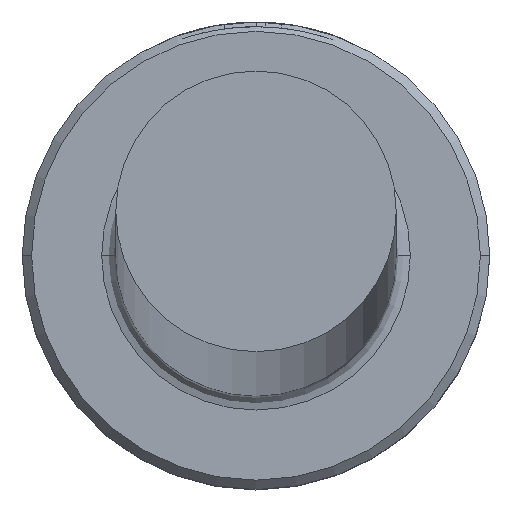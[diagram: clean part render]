
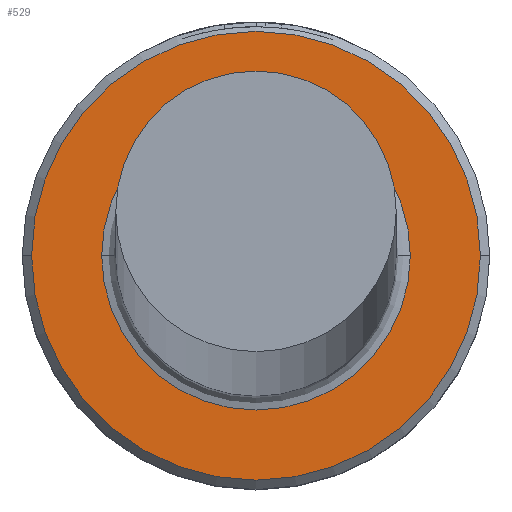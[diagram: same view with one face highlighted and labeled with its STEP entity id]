
A CAD part, top view. The second image highlights one B-rep face of the part: STEP entity #529.
In plain terms, the highlighted planar face has unit normal (0, 0, 1).
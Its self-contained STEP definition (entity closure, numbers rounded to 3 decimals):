
#6 = EDGE_CURVE ( 'NONE', #298, #8, #813, .T. ) ;
#8 = VERTEX_POINT ( 'NONE', #1152 ) ;
#10 = AXIS2_PLACEMENT_3D ( 'NONE', #480, #1105, #576 ) ;
#74 = ORIENTED_EDGE ( 'NONE', *, *, #6, .T. ) ;
#90 = VERTEX_POINT ( 'NONE', #930 ) ;
#96 = AXIS2_PLACEMENT_3D ( 'NONE', #742, #1004, #466 ) ;
#140 = CARTESIAN_POINT ( 'NONE',  ( 0., 0., 6. ) ) ;
#156 = DIRECTION ( 'NONE',  ( 0., 0., -1. ) ) ;
#190 = FACE_BOUND ( 'NONE', #789, .T. ) ;
#194 = DIRECTION ( 'NONE',  ( -1., 0., 0. ) ) ;
#229 = DIRECTION ( 'NONE',  ( 1., 0., 0. ) ) ;
#254 = CARTESIAN_POINT ( 'NONE',  ( 0., 0., 6. ) ) ;
#298 = VERTEX_POINT ( 'NONE', #823 ) ;
#413 = DIRECTION ( 'NONE',  ( 0., 0., -1. ) ) ;
#466 = DIRECTION ( 'NONE',  ( 1., 0., 0. ) ) ;
#480 = CARTESIAN_POINT ( 'NONE',  ( 0., 0., 6. ) ) ;
#502 = ORIENTED_EDGE ( 'NONE', *, *, #791, .T. ) ;
#529 = ADVANCED_FACE ( 'NONE', ( #913, #190 ), #739, .T. ) ;
#541 = CIRCLE ( 'NONE', #784, 4.8 ) ;
#576 = DIRECTION ( 'NONE',  ( 1., 0., 0. ) ) ;
#577 = CARTESIAN_POINT ( 'NONE',  ( 4.8, 0., 6. ) ) ;
#580 = AXIS2_PLACEMENT_3D ( 'NONE', #254, #156, #194 ) ;
#714 = EDGE_CURVE ( 'NONE', #1118, #90, #541, .T. ) ;
#724 = EDGE_CURVE ( 'NONE', #8, #298, #787, .T. ) ;
#739 = PLANE ( 'NONE',  #96 ) ;
#742 = CARTESIAN_POINT ( 'NONE',  ( 0., 0., 6. ) ) ;
#748 = CIRCLE ( 'NONE', #10, 4.8 ) ;
#783 = DIRECTION ( 'NONE',  ( 0., 0., 1. ) ) ;
#784 = AXIS2_PLACEMENT_3D ( 'NONE', #140, #783, #229 ) ;
#787 = CIRCLE ( 'NONE', #899, 3.3 ) ;
#789 = EDGE_LOOP ( 'NONE', ( #1067, #74 ) ) ;
#791 = EDGE_CURVE ( 'NONE', #90, #1118, #748, .T. ) ;
#813 = CIRCLE ( 'NONE', #580, 3.3 ) ;
#823 = CARTESIAN_POINT ( 'NONE',  ( 3.3, 0., 6. ) ) ;
#899 = AXIS2_PLACEMENT_3D ( 'NONE', #954, #413, #1043 ) ;
#913 = FACE_OUTER_BOUND ( 'NONE', #1115, .T. ) ;
#916 = ORIENTED_EDGE ( 'NONE', *, *, #714, .T. ) ;
#930 = CARTESIAN_POINT ( 'NONE',  ( -4.8, 0., 6. ) ) ;
#954 = CARTESIAN_POINT ( 'NONE',  ( 0., 0., 6. ) ) ;
#1004 = DIRECTION ( 'NONE',  ( 0., 0., 1. ) ) ;
#1043 = DIRECTION ( 'NONE',  ( -1., 0., 0. ) ) ;
#1067 = ORIENTED_EDGE ( 'NONE', *, *, #724, .T. ) ;
#1105 = DIRECTION ( 'NONE',  ( 0., 0., 1. ) ) ;
#1115 = EDGE_LOOP ( 'NONE', ( #502, #916 ) ) ;
#1118 = VERTEX_POINT ( 'NONE', #577 ) ;
#1152 = CARTESIAN_POINT ( 'NONE',  ( -3.3, 0., 6. ) ) ;
